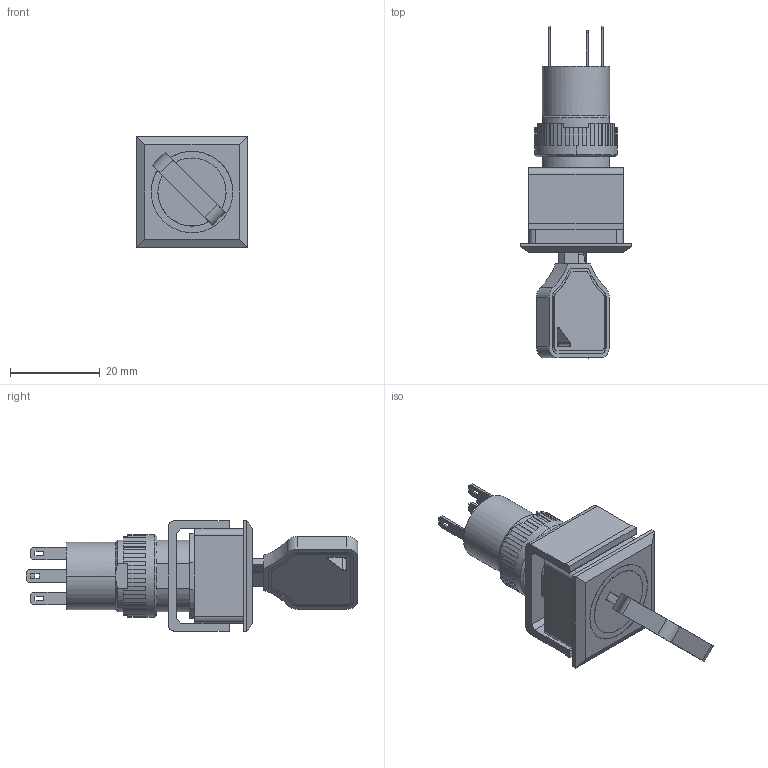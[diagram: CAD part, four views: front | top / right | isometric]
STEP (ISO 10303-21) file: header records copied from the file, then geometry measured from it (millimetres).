
FILE_DESCRIPTION(/* description */ (''),/* implementation_level */ '2;1');
FILE_NAME(/* name */ '1KJVJ0~A',/* time_stamp */ '2021-05-28T19:46:23+09:00',/* author */ (''),/* organization */ (''),/* preprocessor_version */ 'ST-DEVELOPER v16.5',/* originating_system */ '',/* authorisation */ '');
FILE_SCHEMA (('CONFIG_CONTROL_DESIGN'));
Length unit declared in the file: millimetre
Products named in the file (5): Document; 1001088-1001091-4; 1001088-1001091-3; 1001088-1001091-2; 1001088-1001091
Assembly tree (4 placements, depth 2):
  Document
    1001088-1001091-4
    1001088-1001091-3
    1001088-1001091-2
    1001088-1001091
Bounding box: 25 x 74.1 x 25 mm (x, y, z)
Volume: 14147.8 mm3; surface area: 9194 mm2
Topology: 9 solids, 9 shells, 389 faces, 1048 edges, 686 vertices
Faces by surface type: bspline 389
Entity records: 25557 total; most frequent: CARTESIAN_POINT 11921, B_SPLINE_CURVE_WITH_KNOTS 2567, ORIENTED_EDGE 2096, PCURVE 2096, DEFINITIONAL_REPRESENTATION 2096, SURFACE_CURVE 1048, EDGE_CURVE 1048, VERTEX_POINT 686
